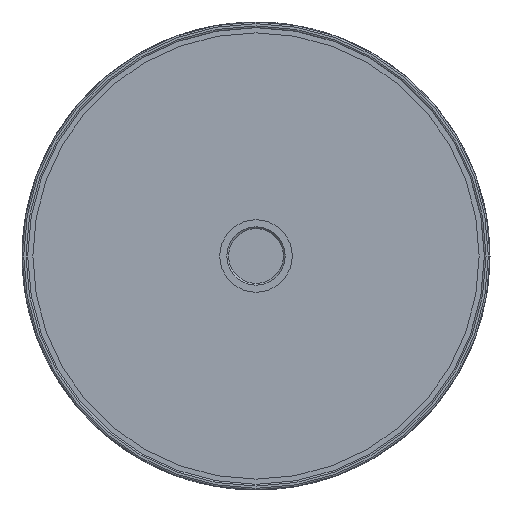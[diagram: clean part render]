
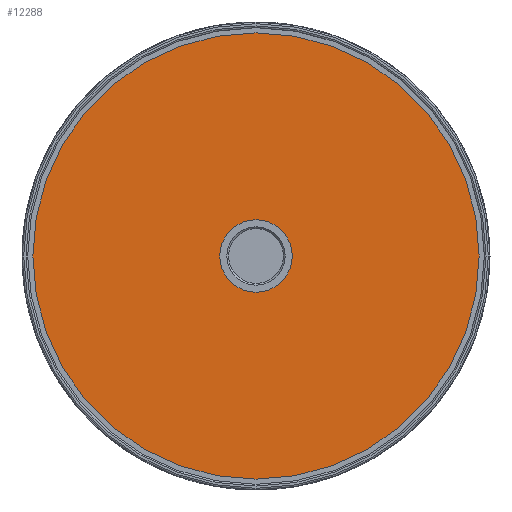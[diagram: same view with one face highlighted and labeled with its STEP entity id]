
A CAD part, front view. The second image highlights one B-rep face of the part: STEP entity #12288.
In plain terms, the highlighted planar face has unit normal (0, -1, 0).
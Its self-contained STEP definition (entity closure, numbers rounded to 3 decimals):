
#168=FACE_BOUND('',#1949,.T.);
#691=PLANE('',#13325);
#1224=FACE_OUTER_BOUND('',#1948,.T.);
#1948=EDGE_LOOP('',(#10108));
#1949=EDGE_LOOP('',(#10109));
#4543=CIRCLE('',#13326,39.1);
#4544=CIRCLE('',#13327,6.35);
#5558=VERTEX_POINT('',#21208);
#5559=VERTEX_POINT('',#21210);
#7127=EDGE_CURVE('',#5558,#5558,#4543,.T.);
#7128=EDGE_CURVE('',#5559,#5559,#4544,.T.);
#10108=ORIENTED_EDGE('',*,*,#7127,.T.);
#10109=ORIENTED_EDGE('',*,*,#7128,.F.);
#12288=ADVANCED_FACE('',(#1224,#168),#691,.F.);
#13325=AXIS2_PLACEMENT_3D('',#21207,#16234,#16235);
#13326=AXIS2_PLACEMENT_3D('',#21209,#16236,#16237);
#13327=AXIS2_PLACEMENT_3D('',#21211,#16238,#16239);
#16234=DIRECTION('center_axis',(0.,1.,0.));
#16235=DIRECTION('ref_axis',(1.,0.,0.));
#16236=DIRECTION('center_axis',(0.,-1.,0.));
#16237=DIRECTION('ref_axis',(1.,0.,0.));
#16238=DIRECTION('center_axis',(0.,-1.,0.));
#16239=DIRECTION('ref_axis',(-1.,0.,0.));
#21207=CARTESIAN_POINT('Origin',(0.,-68.9,
-17.568));
#21208=CARTESIAN_POINT('',(-39.1,-68.9,0.));
#21209=CARTESIAN_POINT('Origin',(0.,-68.9,
0.));
#21210=CARTESIAN_POINT('',(6.35,-68.9,0.));
#21211=CARTESIAN_POINT('Origin',(0.,-68.9,
0.));
